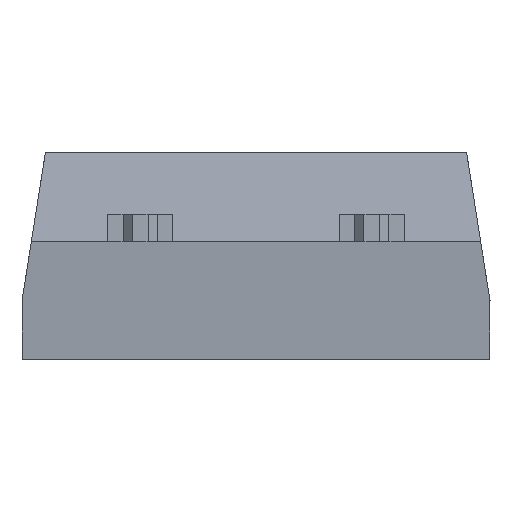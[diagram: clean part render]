
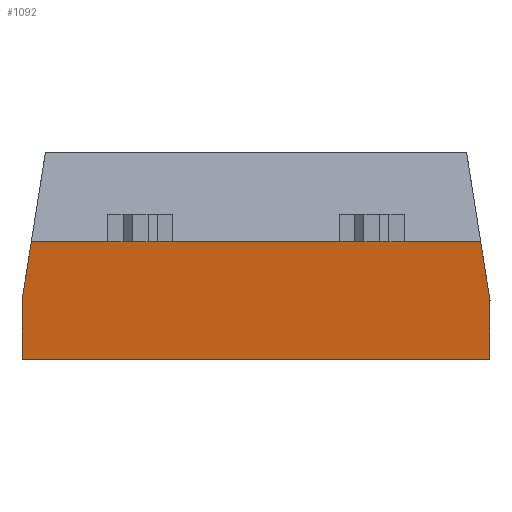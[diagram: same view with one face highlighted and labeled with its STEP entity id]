
A CAD part, front view. The second image highlights one B-rep face of the part: STEP entity #1092.
In plain terms, the highlighted planar face has unit normal (0, -0.995, -0.104).
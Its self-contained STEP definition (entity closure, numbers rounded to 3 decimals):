
#29 = DIRECTION ( 'NONE',  ( 0., 0.105, -0.995 ) ) ;
#62 = ORIENTED_EDGE ( 'NONE', *, *, #872, .F. ) ;
#67 = LINE ( 'NONE', #1260, #1816 ) ;
#139 = LINE ( 'NONE', #1917, #550 ) ;
#159 = DIRECTION ( 'NONE',  ( 0., -0.105, 0.995 ) ) ;
#211 = EDGE_LOOP ( 'NONE', ( #1298, #347, #62, #1563, #415, #1107 ) ) ;
#213 = DIRECTION ( 'NONE',  ( 0.156, 0.103, -0.982 ) ) ;
#237 = CARTESIAN_POINT ( 'NONE',  ( 5.1, 4.199, -2.25 ) ) ;
#347 = ORIENTED_EDGE ( 'NONE', *, *, #596, .F. ) ;
#365 = CARTESIAN_POINT ( 'NONE',  ( -4.896, 3.93, 0.31 ) ) ;
#415 = ORIENTED_EDGE ( 'NONE', *, *, #1079, .T. ) ;
#458 = CARTESIAN_POINT ( 'NONE',  ( 5.1, 3.828, 1.278 ) ) ;
#467 = VECTOR ( 'NONE', #29, 1000. ) ;
#541 = VERTEX_POINT ( 'NONE', #237 ) ;
#549 = DIRECTION ( 'NONE',  ( 0., -0.105, 0.995 ) ) ;
#550 = VECTOR ( 'NONE', #1619, 1000. ) ;
#596 = EDGE_CURVE ( 'NONE', #1164, #1276, #918, .T. ) ;
#652 = VERTEX_POINT ( 'NONE', #1749 ) ;
#748 = DIRECTION ( 'NONE',  ( 0., 0.995, 0.105 ) ) ;
#861 = CARTESIAN_POINT ( 'NONE',  ( 4.896, 3.93, 0.31 ) ) ;
#870 = CARTESIAN_POINT ( 'NONE',  ( -5.1, 3.93, 0.31 ) ) ;
#872 = EDGE_CURVE ( 'NONE', #930, #1164, #139, .T. ) ;
#918 = LINE ( 'NONE', #870, #1822 ) ;
#930 = VERTEX_POINT ( 'NONE', #1488 ) ;
#951 = FACE_OUTER_BOUND ( 'NONE', #211, .T. ) ;
#974 = LINE ( 'NONE', #1566, #1858 ) ;
#1065 = EDGE_CURVE ( 'NONE', #652, #541, #1809, .T. ) ;
#1067 = DIRECTION ( 'NONE',  ( 1., 0., 0. ) ) ;
#1079 = EDGE_CURVE ( 'NONE', #1323, #541, #1099, .T. ) ;
#1092 = ADVANCED_FACE ( 'NONE', ( #951 ), #1511, .F. ) ;
#1099 = LINE ( 'NONE', #1686, #1807 ) ;
#1107 = ORIENTED_EDGE ( 'NONE', *, *, #1065, .F. ) ;
#1164 = VERTEX_POINT ( 'NONE', #365 ) ;
#1165 = EDGE_CURVE ( 'NONE', #1276, #652, #974, .T. ) ;
#1198 = EDGE_CURVE ( 'NONE', #1323, #930, #67, .T. ) ;
#1212 = DIRECTION ( 'NONE',  ( 1., 0., 0. ) ) ;
#1219 = AXIS2_PLACEMENT_3D ( 'NONE', #1542, #748, #159 ) ;
#1260 = CARTESIAN_POINT ( 'NONE',  ( -5.1, 3.93, 0.31 ) ) ;
#1276 = VERTEX_POINT ( 'NONE', #861 ) ;
#1298 = ORIENTED_EDGE ( 'NONE', *, *, #1165, .F. ) ;
#1323 = VERTEX_POINT ( 'NONE', #1498 ) ;
#1488 = CARTESIAN_POINT ( 'NONE',  ( -5.1, 4.065, -0.975 ) ) ;
#1498 = CARTESIAN_POINT ( 'NONE',  ( -5.1, 4.199, -2.25 ) ) ;
#1511 = PLANE ( 'NONE',  #1219 ) ;
#1542 = CARTESIAN_POINT ( 'NONE',  ( -5.1, 3.93, 0.31 ) ) ;
#1563 = ORIENTED_EDGE ( 'NONE', *, *, #1198, .F. ) ;
#1566 = CARTESIAN_POINT ( 'NONE',  ( 4.654, 3.769, 1.838 ) ) ;
#1619 = DIRECTION ( 'NONE',  ( 0.156, -0.103, 0.982 ) ) ;
#1686 = CARTESIAN_POINT ( 'NONE',  ( -5.1, 4.199, -2.25 ) ) ;
#1749 = CARTESIAN_POINT ( 'NONE',  ( 5.1, 4.065, -0.975 ) ) ;
#1807 = VECTOR ( 'NONE', #1067, 1000. ) ;
#1809 = LINE ( 'NONE', #458, #467 ) ;
#1816 = VECTOR ( 'NONE', #549, 1000. ) ;
#1822 = VECTOR ( 'NONE', #1212, 1000. ) ;
#1858 = VECTOR ( 'NONE', #213, 1000. ) ;
#1917 = CARTESIAN_POINT ( 'NONE',  ( -4.901, 3.933, 0.279 ) ) ;
